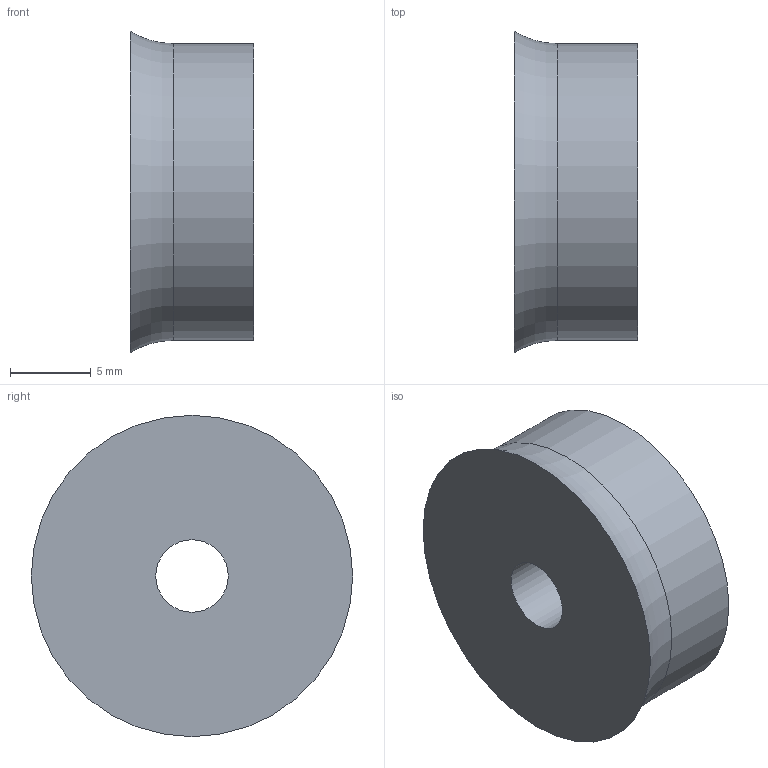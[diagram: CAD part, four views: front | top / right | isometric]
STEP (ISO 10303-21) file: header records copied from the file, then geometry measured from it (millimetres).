
FILE_DESCRIPTION(/* description */ (''),/* implementation_level */ '2;1');
FILE_NAME(/* name */ 'FlangedBearingMount.ipt.step',/* time_stamp */ '2024-02-27T11:30:18-06:00',/* author */ ('smz3rm'),/* organization */ (''),/* preprocessor_version */ 'ST-DEVELOPER v18',/* originating_system */ 'Autodesk Inventor 2020',/* authorisation */ '');
FILE_SCHEMA (('AUTOMOTIVE_DESIGN { 1 0 10303 214 3 1 1 }'));
Length unit declared in the file: millimetre
Products named in the file (1): FlangedBearingMount
Bounding box: 7.65 x 19.95 x 19.95 mm (x, y, z)
Volume: 1878.4 mm3; surface area: 1137.4 mm2
Topology: 1 solids, 1 shells, 9 faces, 22 edges, 17 vertices
Faces by surface type: plane 4, cylinder 4, torus 1
Full cylindrical faces by diameter (mm): 4.5 x1, 7.3 x1, 8.43 x1, 18.43 x1
Entity records: 335 total; most frequent: DIRECTION 60, CARTESIAN_POINT 49, ORIENTED_EDGE 44, AXIS2_PLACEMENT_3D 28, EDGE_CURVE 22, CIRCLE 18, VERTEX_POINT 17, EDGE_LOOP 13
